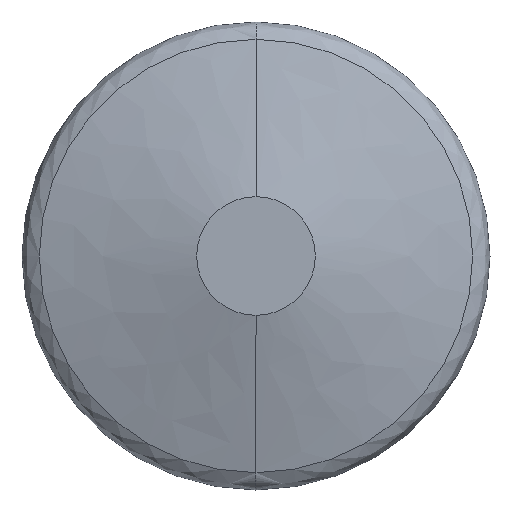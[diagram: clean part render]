
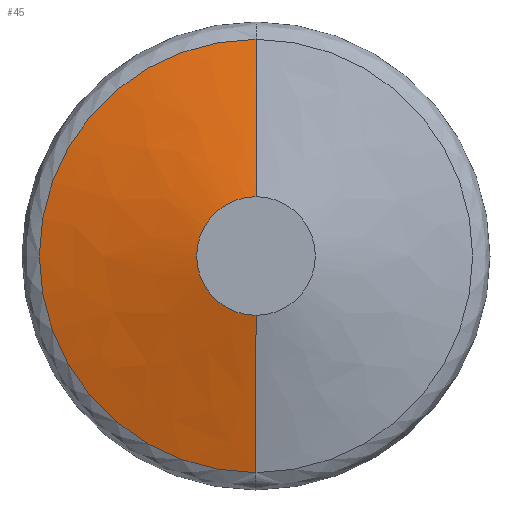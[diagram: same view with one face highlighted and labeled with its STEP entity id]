
A CAD part, left-side view. The second image highlights one B-rep face of the part: STEP entity #45.
In plain terms, the highlighted free-form (B-spline) face has degree [2, 1] with [5, 2] control points.
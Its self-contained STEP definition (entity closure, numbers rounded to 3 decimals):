
#45=ADVANCED_FACE('',(#103),#102,.T.);
#102=( BOUNDED_SURFACE() B_SPLINE_SURFACE( 2,1,((#188,#189),(#190,#191),(#192,#193),(#194,#195),(#196,#197)), .UNSPECIFIED.,.F.,.F.,.F.) B_SPLINE_SURFACE_WITH_KNOTS((3,2,3),(2,2),(0.,0.5,1.),(0.,1.), .UNSPECIFIED. ) GEOMETRIC_REPRESENTATION_ITEM() RATIONAL_B_SPLINE_SURFACE(((1.,1.),(0.707,0.707),(1.,1.),(0.707,0.707),(1.,1.))) REPRESENTATION_ITEM('') SURFACE() );
#103=FACE_OUTER_BOUND('',#198,.T.);
#188=CARTESIAN_POINT('',(-1.019,0.,0.));
#189=CARTESIAN_POINT('',(4.244,0.,-19.641));
#190=CARTESIAN_POINT('',(-1.019,0.,0.));
#191=CARTESIAN_POINT('',(4.244,19.641,-19.641));
#192=CARTESIAN_POINT('',(-1.019,0.,0.));
#193=CARTESIAN_POINT('',(4.244,19.641,0.));
#194=CARTESIAN_POINT('',(-1.019,0.,0.));
#195=CARTESIAN_POINT('',(4.244,19.641,19.641));
#196=CARTESIAN_POINT('',(-1.019,0.,0.));
#197=CARTESIAN_POINT('',(4.244,0.,19.641));
#198=EDGE_LOOP('',(#288,#289,#290,#291));
#288=ORIENTED_EDGE('',*,*,#322,.T.);
#289=ORIENTED_EDGE('',*,*,#323,.F.);
#290=ORIENTED_EDGE('',*,*,#314,.F.);
#291=ORIENTED_EDGE('',*,*,#324,.T.);
#314=EDGE_CURVE('',#346,#347,#348,.T.);
#322=EDGE_CURVE('',#400,#401,#402,.T.);
#323=EDGE_CURVE('',#347,#401,#408,.T.);
#324=EDGE_CURVE('',#346,#400,#414,.T.);
#346=VERTEX_POINT('',#474);
#347=VERTEX_POINT('',#475);
#348=CIRCLE('',#479,3.804);
#400=VERTEX_POINT('',#508);
#401=VERTEX_POINT('',#509);
#402=CIRCLE('',#513,13.888);
#408=(BOUNDED_CURVE() B_SPLINE_CURVE(1,(#514,#515),.UNSPECIFIED.,.F.,.F.) B_SPLINE_CURVE_WITH_KNOTS((2,2),(0.194,0.707),.UNSPECIFIED.) CURVE() GEOMETRIC_REPRESENTATION_ITEM() RATIONAL_B_SPLINE_CURVE((1.,1.)) REPRESENTATION_ITEM('') );
#414=(BOUNDED_CURVE() B_SPLINE_CURVE(1,(#516,#517),.UNSPECIFIED.,.F.,.F.) B_SPLINE_CURVE_WITH_KNOTS((2,2),(0.194,0.707),.UNSPECIFIED.) CURVE() GEOMETRIC_REPRESENTATION_ITEM() RATIONAL_B_SPLINE_CURVE((0.75,0.75)) REPRESENTATION_ITEM('') );
#474=CARTESIAN_POINT('',(0.,0.,3.804));
#475=CARTESIAN_POINT('',(0.,0.,-3.804));
#476=CARTESIAN_POINT('',(0.,0.,0.));
#477=DIRECTION('',(-1.,0.,0.));
#478=DIRECTION('',(0.,0.,1.));
#479=AXIS2_PLACEMENT_3D('',#476,#477,#478);
#508=CARTESIAN_POINT('',(2.702,0.,13.888));
#509=CARTESIAN_POINT('',(2.702,0.,-13.888));
#510=CARTESIAN_POINT('',(2.702,0.,0.));
#511=DIRECTION('',(-1.,0.,0.));
#512=DIRECTION('',(0.,0.,1.));
#513=AXIS2_PLACEMENT_3D('',#510,#511,#512);
#514=CARTESIAN_POINT('',(0.,0.,-3.804));
#515=CARTESIAN_POINT('',(2.702,0.,-13.888));
#516=CARTESIAN_POINT('',(0.,0.,3.804));
#517=CARTESIAN_POINT('',(2.702,0.,13.888));
